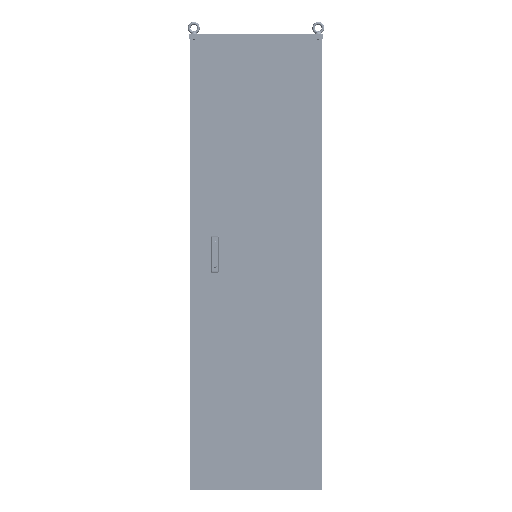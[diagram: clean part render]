
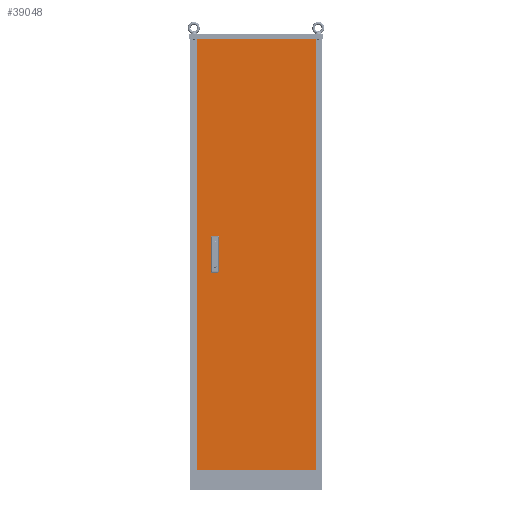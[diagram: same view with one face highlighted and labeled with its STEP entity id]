
A CAD part, top view. The second image highlights one B-rep face of the part: STEP entity #39048.
In plain terms, the highlighted planar face has unit normal (0, 0, 1).
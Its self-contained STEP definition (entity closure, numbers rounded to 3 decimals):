
#594 = EDGE_LOOP ( 'NONE', ( #61858, #70883, #35118, #92404 ) ) ;
#596 = ORIENTED_EDGE ( 'NONE', *, *, #90587, .F. ) ;
#1300 = VECTOR ( 'NONE', #84749, 1000. ) ;
#2471 = CARTESIAN_POINT ( 'NONE',  ( -445.5, -75.25, 1.5 ) ) ;
#3167 = ORIENTED_EDGE ( 'NONE', *, *, #9073, .F. ) ;
#4155 = EDGE_CURVE ( 'NONE', #15978, #62235, #75146, .T. ) ;
#4906 = EDGE_CURVE ( 'NONE', #52453, #22540, #84475, .T. ) ;
#4990 = AXIS2_PLACEMENT_3D ( 'NONE', #12132, #27854, #82519 ) ;
#6828 = CARTESIAN_POINT ( 'NONE',  ( -445.5, 75.25, 1.5 ) ) ;
#7491 = EDGE_LOOP ( 'NONE', ( #99783, #50751, #60846, #596 ) ) ;
#9073 = EDGE_CURVE ( 'NONE', #97986, #76702, #92394, .T. ) ;
#9193 = VECTOR ( 'NONE', #101390, 1000. ) ;
#10700 = DIRECTION ( 'NONE',  ( 0., 1., 0. ) ) ;
#12132 = CARTESIAN_POINT ( 'NONE',  ( 0., 0., 1.5 ) ) ;
#14037 = CARTESIAN_POINT ( 'NONE',  ( -471., -24.75, 1.5 ) ) ;
#14827 = LINE ( 'NONE', #38016, #53986 ) ;
#15978 = VERTEX_POINT ( 'NONE', #79377 ) ;
#16386 = VECTOR ( 'NONE', #58397, 1000. ) ;
#17534 = FACE_OUTER_BOUND ( 'NONE', #594, .T. ) ;
#18959 = EDGE_CURVE ( 'NONE', #62235, #27564, #94784, .T. ) ;
#20249 = DIRECTION ( 'NONE',  ( 1., 0., 0. ) ) ;
#20627 = VERTEX_POINT ( 'NONE', #65353 ) ;
#22112 = VECTOR ( 'NONE', #97086, 1000. ) ;
#22540 = VERTEX_POINT ( 'NONE', #27331 ) ;
#22966 = DIRECTION ( 'NONE',  ( 0., 1., 0. ) ) ;
#24358 = EDGE_CURVE ( 'NONE', #22540, #97986, #39700, .T. ) ;
#26778 = CARTESIAN_POINT ( 'NONE',  ( -540., 978.5, 1.5 ) ) ;
#27331 = CARTESIAN_POINT ( 'NONE',  ( -471., 75.25, 1.5 ) ) ;
#27564 = VERTEX_POINT ( 'NONE', #43177 ) ;
#27854 = DIRECTION ( 'NONE',  ( 0., 0., 1. ) ) ;
#28363 = CARTESIAN_POINT ( 'NONE',  ( -540., 978.5, 1.5 ) ) ;
#28904 = VECTOR ( 'NONE', #34666, 1000. ) ;
#33625 = VECTOR ( 'NONE', #92892, 1000. ) ;
#34204 = ORIENTED_EDGE ( 'NONE', *, *, #4906, .F. ) ;
#34376 = VERTEX_POINT ( 'NONE', #34630 ) ;
#34630 = CARTESIAN_POINT ( 'NONE',  ( -540., -978.5, 1.5 ) ) ;
#34666 = DIRECTION ( 'NONE',  ( 0., -1., 0. ) ) ;
#35118 = ORIENTED_EDGE ( 'NONE', *, *, #101266, .T. ) ;
#36127 = CARTESIAN_POINT ( 'NONE',  ( -445.5, -75.25, 1.5 ) ) ;
#38016 = CARTESIAN_POINT ( 'NONE',  ( -471., -75.25, 1.5 ) ) ;
#38055 = LINE ( 'NONE', #6828, #1300 ) ;
#38442 = CARTESIAN_POINT ( 'NONE',  ( 0., 978.5, 1.5 ) ) ;
#39048 = ADVANCED_FACE ( 'NONE', ( #77384, #61511, #17534 ), #74646, .T. ) ;
#39100 = VERTEX_POINT ( 'NONE', #59938 ) ;
#39700 = LINE ( 'NONE', #97370, #16386 ) ;
#43177 = CARTESIAN_POINT ( 'NONE',  ( -445.5, -24.75, 1.5 ) ) ;
#45824 = DIRECTION ( 'NONE',  ( 0., -1., 0. ) ) ;
#47542 = VECTOR ( 'NONE', #22966, 1000. ) ;
#50751 = ORIENTED_EDGE ( 'NONE', *, *, #4155, .F. ) ;
#51625 = DIRECTION ( 'NONE',  ( -1., 0., 0. ) ) ;
#52453 = VERTEX_POINT ( 'NONE', #80333 ) ;
#53185 = VECTOR ( 'NONE', #10700, 1000. ) ;
#53986 = VECTOR ( 'NONE', #45824, 1000. ) ;
#54398 = CARTESIAN_POINT ( 'NONE',  ( -540., 978.5, 1.5 ) ) ;
#54629 = LINE ( 'NONE', #26778, #28904 ) ;
#54786 = EDGE_CURVE ( 'NONE', #39100, #59064, #90284, .T. ) ;
#58397 = DIRECTION ( 'NONE',  ( 0., -1., 0. ) ) ;
#59064 = VERTEX_POINT ( 'NONE', #54398 ) ;
#59938 = CARTESIAN_POINT ( 'NONE',  ( 0., 978.5, 1.5 ) ) ;
#60846 = ORIENTED_EDGE ( 'NONE', *, *, #94726, .F. ) ;
#61511 = FACE_BOUND ( 'NONE', #7491, .T. ) ;
#61858 = ORIENTED_EDGE ( 'NONE', *, *, #84832, .T. ) ;
#62235 = VERTEX_POINT ( 'NONE', #36127 ) ;
#64522 = VECTOR ( 'NONE', #51625, 1000. ) ;
#65353 = CARTESIAN_POINT ( 'NONE',  ( -471., -24.75, 1.5 ) ) ;
#68240 = LINE ( 'NONE', #38442, #47542 ) ;
#68682 = DIRECTION ( 'NONE',  ( -1., 0., 0. ) ) ;
#70883 = ORIENTED_EDGE ( 'NONE', *, *, #85756, .T. ) ;
#74646 = PLANE ( 'NONE',  #4990 ) ;
#74919 = CARTESIAN_POINT ( 'NONE',  ( -540., -978.5, 1.5 ) ) ;
#75146 = LINE ( 'NONE', #100757, #33625 ) ;
#75546 = VERTEX_POINT ( 'NONE', #100979 ) ;
#76702 = VERTEX_POINT ( 'NONE', #78816 ) ;
#77384 = FACE_BOUND ( 'NONE', #96992, .T. ) ;
#78401 = CARTESIAN_POINT ( 'NONE',  ( -471., 24.75, 1.5 ) ) ;
#78816 = CARTESIAN_POINT ( 'NONE',  ( -445.5, 24.75, 1.5 ) ) ;
#79377 = CARTESIAN_POINT ( 'NONE',  ( -471., -75.25, 1.5 ) ) ;
#80333 = CARTESIAN_POINT ( 'NONE',  ( -445.5, 75.25, 1.5 ) ) ;
#82519 = DIRECTION ( 'NONE',  ( 1., 0., 0. ) ) ;
#83361 = VECTOR ( 'NONE', #68682, 1000. ) ;
#84475 = LINE ( 'NONE', #89250, #22112 ) ;
#84749 = DIRECTION ( 'NONE',  ( 0., 1., 0. ) ) ;
#84832 = EDGE_CURVE ( 'NONE', #59064, #34376, #54629, .T. ) ;
#85756 = EDGE_CURVE ( 'NONE', #34376, #75546, #100935, .T. ) ;
#85804 = LINE ( 'NONE', #14037, #83361 ) ;
#86060 = CARTESIAN_POINT ( 'NONE',  ( -471., 24.75, 1.5 ) ) ;
#86606 = ORIENTED_EDGE ( 'NONE', *, *, #24358, .F. ) ;
#89250 = CARTESIAN_POINT ( 'NONE',  ( -471., 75.25, 1.5 ) ) ;
#90284 = LINE ( 'NONE', #28363, #64522 ) ;
#90587 = EDGE_CURVE ( 'NONE', #27564, #20627, #85804, .T. ) ;
#92394 = LINE ( 'NONE', #78401, #9193 ) ;
#92404 = ORIENTED_EDGE ( 'NONE', *, *, #54786, .T. ) ;
#92614 = ORIENTED_EDGE ( 'NONE', *, *, #99999, .F. ) ;
#92892 = DIRECTION ( 'NONE',  ( 1., 0., 0. ) ) ;
#93578 = VECTOR ( 'NONE', #20249, 1000. ) ;
#94726 = EDGE_CURVE ( 'NONE', #20627, #15978, #14827, .T. ) ;
#94784 = LINE ( 'NONE', #2471, #53185 ) ;
#96992 = EDGE_LOOP ( 'NONE', ( #3167, #86606, #34204, #92614 ) ) ;
#97086 = DIRECTION ( 'NONE',  ( -1., 0., 0. ) ) ;
#97370 = CARTESIAN_POINT ( 'NONE',  ( -471., 75.25, 1.5 ) ) ;
#97986 = VERTEX_POINT ( 'NONE', #86060 ) ;
#99783 = ORIENTED_EDGE ( 'NONE', *, *, #18959, .F. ) ;
#99999 = EDGE_CURVE ( 'NONE', #76702, #52453, #38055, .T. ) ;
#100757 = CARTESIAN_POINT ( 'NONE',  ( -471., -75.25, 1.5 ) ) ;
#100935 = LINE ( 'NONE', #74919, #93578 ) ;
#100979 = CARTESIAN_POINT ( 'NONE',  ( 0., -978.5, 1.5 ) ) ;
#101266 = EDGE_CURVE ( 'NONE', #75546, #39100, #68240, .T. ) ;
#101390 = DIRECTION ( 'NONE',  ( 1., 0., 0. ) ) ;
